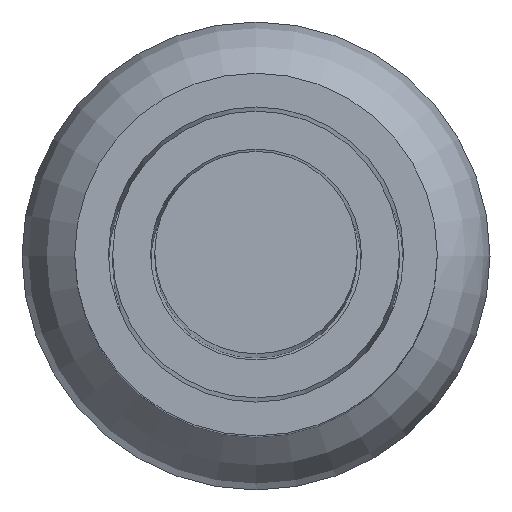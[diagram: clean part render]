
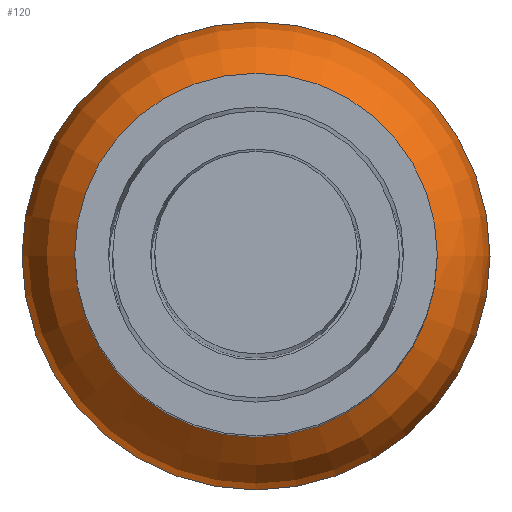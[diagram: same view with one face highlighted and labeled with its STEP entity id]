
A CAD part, top view. The second image highlights one B-rep face of the part: STEP entity #120.
In plain terms, the highlighted toroidal (fillet/blend) face has major radius 0.305 mm and minor radius 0.25 mm.
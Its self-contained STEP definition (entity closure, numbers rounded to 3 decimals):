
#37 = VERTEX_POINT('',#38);
#38 = CARTESIAN_POINT('',(0.43,0.,11.317));
#47 = CYLINDRICAL_SURFACE('',#48,0.43);
#48 = AXIS2_PLACEMENT_3D('',#49,#50,#51);
#49 = CARTESIAN_POINT('',(0.,0.,0.1));
#50 = DIRECTION('',(0.,0.,1.));
#51 = DIRECTION('',(1.,0.,0.));
#94 = EDGE_CURVE('',#37,#37,#95,.T.);
#95 = SURFACE_CURVE('',#96,(#101,#108),.PCURVE_S1.);
#96 = CIRCLE('',#97,0.43);
#97 = AXIS2_PLACEMENT_3D('',#98,#99,#100);
#98 = CARTESIAN_POINT('',(0.,0.,11.317));
#99 = DIRECTION('',(0.,0.,1.));
#100 = DIRECTION('',(0.,-1.,0.));
#101 = PCURVE('',#47,#102);
#102 = DEFINITIONAL_REPRESENTATION('',(#103),#107);
#103 = LINE('',#104,#105);
#104 = CARTESIAN_POINT('',(-1.571,11.217));
#105 = VECTOR('',#106,1.);
#106 = DIRECTION('',(1.,0.));
#107 = ( GEOMETRIC_REPRESENTATION_CONTEXT(2) 
PARAMETRIC_REPRESENTATION_CONTEXT() REPRESENTATION_CONTEXT('2D SPACE',''
  ) );
#108 = PCURVE('',#109,#114);
#109 = TOROIDAL_SURFACE('',#110,0.305,0.25);
#110 = AXIS2_PLACEMENT_3D('',#111,#112,#113);
#111 = CARTESIAN_POINT('',(0.,0.,11.1));
#112 = DIRECTION('',(0.,0.,1.));
#113 = DIRECTION('',(1.,0.,0.));
#114 = DEFINITIONAL_REPRESENTATION('',(#115),#119);
#115 = LINE('',#116,#117);
#116 = CARTESIAN_POINT('',(-1.571,1.047));
#117 = VECTOR('',#118,1.);
#118 = DIRECTION('',(1.,0.));
#119 = ( GEOMETRIC_REPRESENTATION_CONTEXT(2) 
PARAMETRIC_REPRESENTATION_CONTEXT() REPRESENTATION_CONTEXT('2D SPACE',''
  ) );
#120 = ADVANCED_FACE('',(#121),#109,.T.);
#121 = FACE_BOUND('',#122,.T.);
#122 = EDGE_LOOP('',(#123,#147,#174,#175));
#123 = ORIENTED_EDGE('',*,*,#124,.F.);
#124 = EDGE_CURVE('',#125,#37,#127,.T.);
#125 = VERTEX_POINT('',#126);
#126 = CARTESIAN_POINT('',(0.555,0.,11.1));
#127 = SEAM_CURVE('',#128,(#133,#140),.PCURVE_S1.);
#128 = CIRCLE('',#129,0.25);
#129 = AXIS2_PLACEMENT_3D('',#130,#131,#132);
#130 = CARTESIAN_POINT('',(0.305,0.,11.1));
#131 = DIRECTION('',(0.,-1.,0.));
#132 = DIRECTION('',(1.,0.,0.));
#133 = PCURVE('',#109,#134);
#134 = DEFINITIONAL_REPRESENTATION('',(#135),#139);
#135 = LINE('',#136,#137);
#136 = CARTESIAN_POINT('',(0.,0.));
#137 = VECTOR('',#138,1.);
#138 = DIRECTION('',(0.,1.));
#139 = ( GEOMETRIC_REPRESENTATION_CONTEXT(2) 
PARAMETRIC_REPRESENTATION_CONTEXT() REPRESENTATION_CONTEXT('2D SPACE',''
  ) );
#140 = PCURVE('',#109,#141);
#141 = DEFINITIONAL_REPRESENTATION('',(#142),#146);
#142 = LINE('',#143,#144);
#143 = CARTESIAN_POINT('',(6.283,0.));
#144 = VECTOR('',#145,1.);
#145 = DIRECTION('',(0.,1.));
#146 = ( GEOMETRIC_REPRESENTATION_CONTEXT(2) 
PARAMETRIC_REPRESENTATION_CONTEXT() REPRESENTATION_CONTEXT('2D SPACE',''
  ) );
#147 = ORIENTED_EDGE('',*,*,#148,.T.);
#148 = EDGE_CURVE('',#125,#125,#149,.T.);
#149 = SURFACE_CURVE('',#150,(#155,#162),.PCURVE_S1.);
#150 = CIRCLE('',#151,0.555);
#151 = AXIS2_PLACEMENT_3D('',#152,#153,#154);
#152 = CARTESIAN_POINT('',(0.,0.,11.1));
#153 = DIRECTION('',(0.,0.,1.));
#154 = DIRECTION('',(1.,0.,0.));
#155 = PCURVE('',#109,#156);
#156 = DEFINITIONAL_REPRESENTATION('',(#157),#161);
#157 = LINE('',#158,#159);
#158 = CARTESIAN_POINT('',(0.,0.));
#159 = VECTOR('',#160,1.);
#160 = DIRECTION('',(1.,0.));
#161 = ( GEOMETRIC_REPRESENTATION_CONTEXT(2) 
PARAMETRIC_REPRESENTATION_CONTEXT() REPRESENTATION_CONTEXT('2D SPACE',''
  ) );
#162 = PCURVE('',#163,#168);
#163 = TOROIDAL_SURFACE('',#164,0.305,0.25);
#164 = AXIS2_PLACEMENT_3D('',#165,#166,#167);
#165 = CARTESIAN_POINT('',(0.,0.,11.1));
#166 = DIRECTION('',(0.,0.,1.));
#167 = DIRECTION('',(1.,0.,0.));
#168 = DEFINITIONAL_REPRESENTATION('',(#169),#173);
#169 = LINE('',#170,#171);
#170 = CARTESIAN_POINT('',(0.,6.283));
#171 = VECTOR('',#172,1.);
#172 = DIRECTION('',(1.,0.));
#173 = ( GEOMETRIC_REPRESENTATION_CONTEXT(2) 
PARAMETRIC_REPRESENTATION_CONTEXT() REPRESENTATION_CONTEXT('2D SPACE',''
  ) );
#174 = ORIENTED_EDGE('',*,*,#124,.T.);
#175 = ORIENTED_EDGE('',*,*,#94,.F.);
